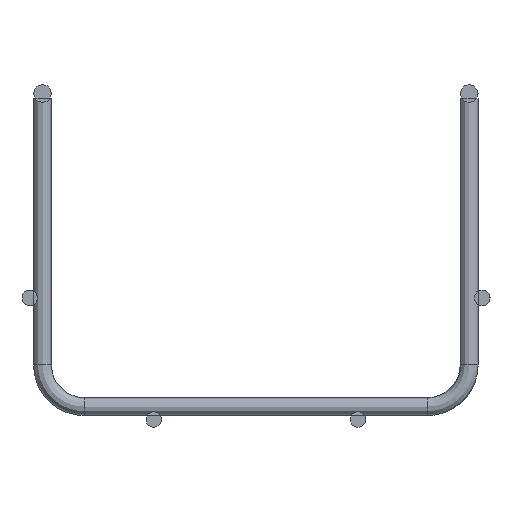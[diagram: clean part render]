
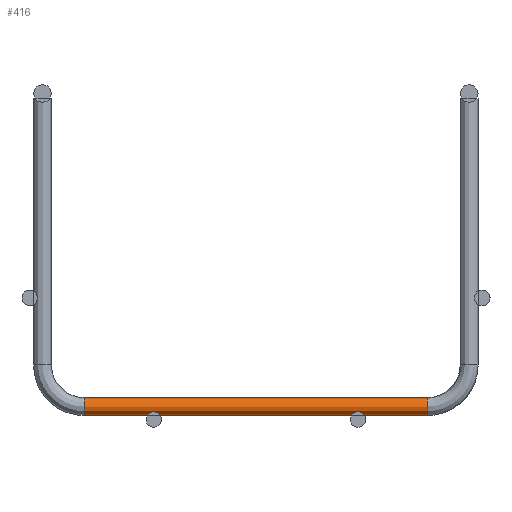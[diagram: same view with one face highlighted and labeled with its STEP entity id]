
A CAD part, left-side view. The second image highlights one B-rep face of the part: STEP entity #416.
In plain terms, the highlighted cylindrical face has radius 2.2 mm (diameter 4.4 mm), a full revolution.
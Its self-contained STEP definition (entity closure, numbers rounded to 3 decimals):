
#194=FACE_OUTER_BOUND('',#219,.T.);
#219=EDGE_LOOP('',(#368,#369,#370,#371,#372,#373));
#231=LINE('',#756,#240);
#240=VECTOR('',#603,2.2);
#258=CIRCLE('',#467,2.2);
#259=CIRCLE('',#468,2.2);
#260=CIRCLE('',#470,2.2);
#261=CIRCLE('',#471,2.2);
#281=VERTEX_POINT('',#749);
#282=VERTEX_POINT('',#751);
#283=VERTEX_POINT('',#755);
#284=VERTEX_POINT('',#757);
#311=EDGE_CURVE('',#281,#282,#258,.T.);
#312=EDGE_CURVE('',#282,#281,#259,.T.);
#313=EDGE_CURVE('',#282,#283,#231,.T.);
#314=EDGE_CURVE('',#283,#284,#260,.T.);
#315=EDGE_CURVE('',#284,#283,#261,.T.);
#368=ORIENTED_EDGE('',*,*,#312,.F.);
#369=ORIENTED_EDGE('',*,*,#313,.T.);
#370=ORIENTED_EDGE('',*,*,#314,.T.);
#371=ORIENTED_EDGE('',*,*,#315,.T.);
#372=ORIENTED_EDGE('',*,*,#313,.F.);
#373=ORIENTED_EDGE('',*,*,#311,.F.);
#394=CYLINDRICAL_SURFACE('',#469,2.2);
#416=ADVANCED_FACE('',(#194),#394,.T.);
#467=AXIS2_PLACEMENT_3D('',#752,#597,#598);
#468=AXIS2_PLACEMENT_3D('',#753,#599,#600);
#469=AXIS2_PLACEMENT_3D('',#754,#601,#602);
#470=AXIS2_PLACEMENT_3D('',#758,#604,#605);
#471=AXIS2_PLACEMENT_3D('',#759,#606,#607);
#597=DIRECTION('center_axis',(0.,1.,0.));
#598=DIRECTION('ref_axis',(-1.,0.,0.));
#599=DIRECTION('center_axis',(0.,1.,0.));
#600=DIRECTION('ref_axis',(-1.,0.,0.));
#601=DIRECTION('center_axis',(0.,1.,0.));
#602=DIRECTION('ref_axis',(-1.,0.,0.));
#603=DIRECTION('',(0.,-1.,0.));
#604=DIRECTION('center_axis',(0.,1.,0.));
#605=DIRECTION('ref_axis',(-1.,0.,0.));
#606=DIRECTION('center_axis',(0.,1.,0.));
#607=DIRECTION('ref_axis',(-1.,0.,0.));
#749=CARTESIAN_POINT('',(0.,42.,-34.4));
#751=CARTESIAN_POINT('',(2.2,42.,-36.6));
#752=CARTESIAN_POINT('Origin',(0.,42.,-36.6));
#753=CARTESIAN_POINT('Origin',(0.,42.,-36.6));
#754=CARTESIAN_POINT('Origin',(0.,-42.,-36.6));
#755=CARTESIAN_POINT('',(2.2,-42.,-36.6));
#756=CARTESIAN_POINT('',(2.2,-42.,-36.6));
#757=CARTESIAN_POINT('',(0.,-42.,-34.4));
#758=CARTESIAN_POINT('Origin',(0.,-42.,-36.6));
#759=CARTESIAN_POINT('Origin',(0.,-42.,-36.6));
